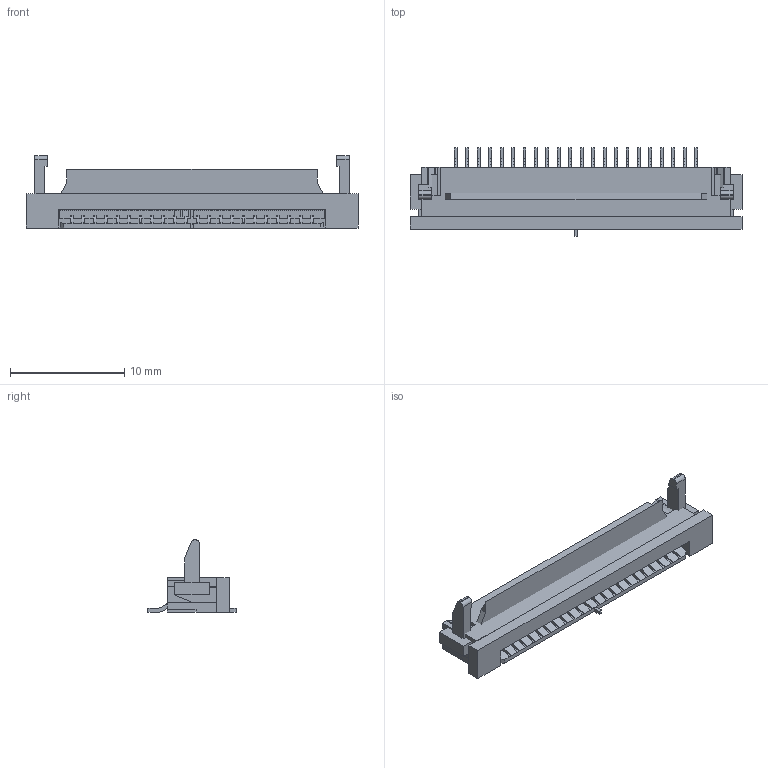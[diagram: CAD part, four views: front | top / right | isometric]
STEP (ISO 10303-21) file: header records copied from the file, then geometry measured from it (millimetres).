
FILE_DESCRIPTION( ( 'Unknown' ), '1' );
FILE_NAME( '68612214422.stp', 'Unknown', ( 'Unknown' ), ( 'Unknown' ), 'XStep 1.0', 'Unknown', ' ' );
FILE_SCHEMA( ( 'automotive_design' ) );
Length unit declared in the file: millimetre
Products named in the file (6): Assem1; Gehäuse; Verschluss; Pin1; Pin_rechts; Pin_rechts_mir
Bounding box: 29 x 7.7 x 6.31 mm (x, y, z)
Volume: 662.9 mm3; surface area: 2816.8 mm2
Topology: 31 solids, 31 shells, 1751 faces, 5255 edges, 3438 vertices
Faces by surface type: plane 1081, cylinder 670
Entity records: 19545 total; most frequent: ORIENTED_EDGE 3428, CARTESIAN_POINT 3401, DIRECTION 3246, EDGE_CURVE 1714, LINE 1336, VECTOR 1336, VERTEX_POINT 1110, AXIS2_PLACEMENT_3D 955
